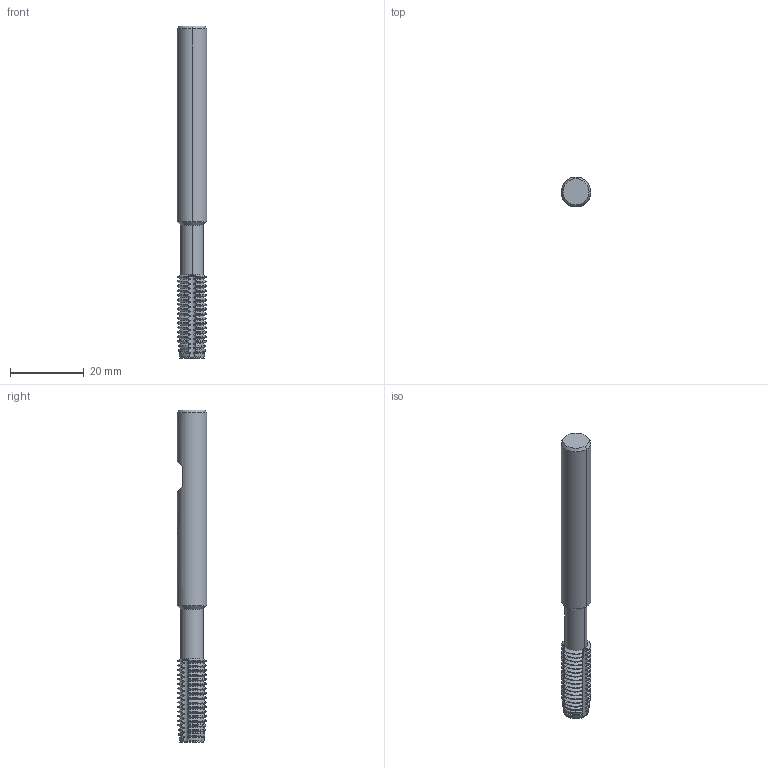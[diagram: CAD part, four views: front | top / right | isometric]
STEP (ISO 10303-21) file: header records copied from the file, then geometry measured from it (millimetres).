
FILE_DESCRIPTION(('no description'),'unknown implementation level');
FILE_NAME('solidPdUGXTFoh2xP8ESE6MypHBTMHUQ_1.STP',' ',('CIM GmbH Aachen'),('CADClick - KiM GmbH - www.kimweb.de'),'unknown preprocess','ACIS','unknown authorization');
FILE_SCHEMA(('automotive_design'));
Length unit declared in the file: millimetre
Products named in the file (2): 1; 2
Bounding box: 8 x 8 x 90 mm (x, y, z)
Volume: 3935.7 mm3; surface area: 3338.2 mm2
Topology: 2 solids, 2 shells, 394 faces, 1086 edges, 696 vertices
Faces by surface type: cone 206, cylinder 173, plane 12, torus 3
Entity records: 26356 total; most frequent: CARTESIAN_POINT 4333, STYLED_ITEM 2178, PRESENTATION_STYLE_ASSIGNMENT 2178, COLOUR_RGB 2178, ORIENTED_EDGE 2172, DIRECTION 2070, EDGE_CURVE 1086, CURVE_STYLE 1086
